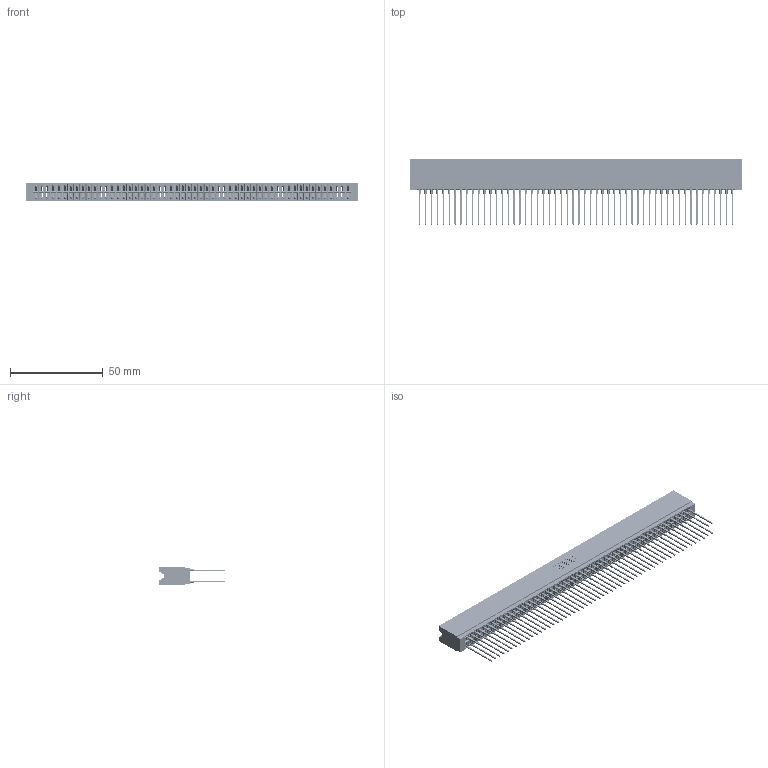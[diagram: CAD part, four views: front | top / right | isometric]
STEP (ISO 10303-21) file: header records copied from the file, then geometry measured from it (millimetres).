
FILE_DESCRIPTION (( 'STEP AP203' ), '1' );
FILE_NAME ('746-108-541-206.STEP', '2026-03-05T00:15:07', ( '' ), ( '' ), 'SwSTEP 2.0', 'SolidWorks 2023', '' );
FILE_SCHEMA (( 'CONFIG_CONTROL_DESIGN' ));
Length unit declared in the file: millimetre
Products named in the file (3): 746-108-541-206; 746 Part_.515 Slot Depth - 06; 746-292-001_541
Assembly tree (109 placements, depth 2):
  746-108-541-206
    746 Part_.515 Slot Depth - 06
    746-292-001_541  x108
Bounding box: 178.69 x 35.42 x 9.91 mm (x, y, z)
Volume: 19637.8 mm3; surface area: 34576.5 mm2
Topology: 109 solids, 109 shells, 9764 faces, 26833 edges, 17077 vertices
Faces by surface type: plane 5024, bspline 2160, cylinder 1932, torus 648
Entity records: 81653 total; most frequent: CARTESIAN_POINT 16128, ORIENTED_EDGE 14076, DIRECTION 11732, EDGE_CURVE 7038, VECTOR 6314, LINE 6314, VERTEX_POINT 4665, AXIS2_PLACEMENT_3D 2709
